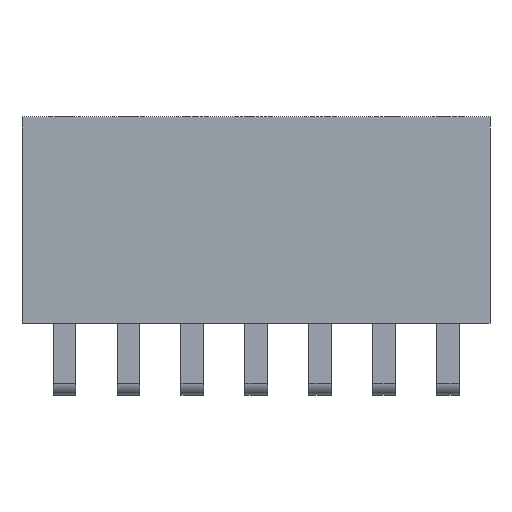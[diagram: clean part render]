
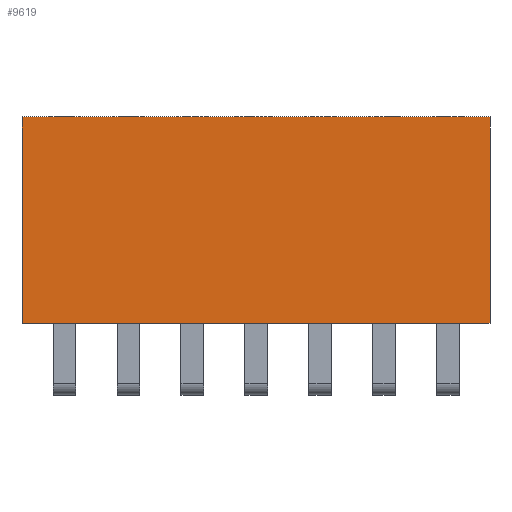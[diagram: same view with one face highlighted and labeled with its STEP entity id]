
A CAD part, left-side view. The second image highlights one B-rep face of the part: STEP entity #9619.
In plain terms, the highlighted planar face has unit normal (-1, 0, 0).
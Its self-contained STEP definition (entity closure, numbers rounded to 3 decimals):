
#9503 = EDGE_CURVE('',#9504,#9506,#9508,.T.);
#9504 = VERTEX_POINT('',#9505);
#9505 = CARTESIAN_POINT('',(-1.1,8.299,0.));
#9506 = VERTEX_POINT('',#9507);
#9507 = CARTESIAN_POINT('',(-1.1,8.299,4.1));
#9508 = SURFACE_CURVE('',#9509,(#9513,#9525),.PCURVE_S1.);
#9509 = LINE('',#9510,#9511);
#9510 = CARTESIAN_POINT('',(-1.1,8.299,0.));
#9511 = VECTOR('',#9512,1.);
#9512 = DIRECTION('',(0.,0.,1.));
#9513 = PCURVE('',#9514,#9519);
#9514 = PLANE('',#9515);
#9515 = AXIS2_PLACEMENT_3D('',#9516,#9517,#9518);
#9516 = CARTESIAN_POINT('',(-1.1,8.299,0.));
#9517 = DIRECTION('',(0.,-1.,0.));
#9518 = DIRECTION('',(0.,0.,1.));
#9519 = DEFINITIONAL_REPRESENTATION('',(#9520),#9524);
#9520 = LINE('',#9521,#9522);
#9521 = CARTESIAN_POINT('',(0.,0.));
#9522 = VECTOR('',#9523,1.);
#9523 = DIRECTION('',(1.,0.));
#9524 = ( GEOMETRIC_REPRESENTATION_CONTEXT(2) 
PARAMETRIC_REPRESENTATION_CONTEXT() REPRESENTATION_CONTEXT('2D SPACE',''
  ) );
#9525 = PCURVE('',#9526,#9531);
#9526 = PLANE('',#9527);
#9527 = AXIS2_PLACEMENT_3D('',#9528,#9529,#9530);
#9528 = CARTESIAN_POINT('',(-1.1,8.299,0.));
#9529 = DIRECTION('',(1.,0.,0.));
#9530 = DIRECTION('',(0.,0.,1.));
#9531 = DEFINITIONAL_REPRESENTATION('',(#9532),#9536);
#9532 = LINE('',#9533,#9534);
#9533 = CARTESIAN_POINT('',(0.,0.));
#9534 = VECTOR('',#9535,1.);
#9535 = DIRECTION('',(1.,0.));
#9536 = ( GEOMETRIC_REPRESENTATION_CONTEXT(2) 
PARAMETRIC_REPRESENTATION_CONTEXT() REPRESENTATION_CONTEXT('2D SPACE',''
  ) );
#9554 = PLANE('',#9555);
#9555 = AXIS2_PLACEMENT_3D('',#9556,#9557,#9558);
#9556 = CARTESIAN_POINT('',(-1.1,8.299,0.));
#9557 = DIRECTION('',(0.,0.,1.));
#9558 = DIRECTION('',(0.,-1.,0.));
#9608 = PLANE('',#9609);
#9609 = AXIS2_PLACEMENT_3D('',#9610,#9611,#9612);
#9610 = CARTESIAN_POINT('',(-1.1,8.299,4.1));
#9611 = DIRECTION('',(0.,0.,1.));
#9612 = DIRECTION('',(0.,-1.,0.));
#9619 = ADVANCED_FACE('',(#9620),#9526,.F.);
#9620 = FACE_BOUND('',#9621,.F.);
#9621 = EDGE_LOOP('',(#9622,#9645,#9646,#9669));
#9622 = ORIENTED_EDGE('',*,*,#9623,.F.);
#9623 = EDGE_CURVE('',#9504,#9624,#9626,.T.);
#9624 = VERTEX_POINT('',#9625);
#9625 = CARTESIAN_POINT('',(-1.1,-1.001,0.));
#9626 = SURFACE_CURVE('',#9627,(#9631,#9638),.PCURVE_S1.);
#9627 = LINE('',#9628,#9629);
#9628 = CARTESIAN_POINT('',(-1.1,8.299,0.));
#9629 = VECTOR('',#9630,1.);
#9630 = DIRECTION('',(0.,-1.,0.));
#9631 = PCURVE('',#9526,#9632);
#9632 = DEFINITIONAL_REPRESENTATION('',(#9633),#9637);
#9633 = LINE('',#9634,#9635);
#9634 = CARTESIAN_POINT('',(0.,0.));
#9635 = VECTOR('',#9636,1.);
#9636 = DIRECTION('',(0.,1.));
#9637 = ( GEOMETRIC_REPRESENTATION_CONTEXT(2) 
PARAMETRIC_REPRESENTATION_CONTEXT() REPRESENTATION_CONTEXT('2D SPACE',''
  ) );
#9638 = PCURVE('',#9554,#9639);
#9639 = DEFINITIONAL_REPRESENTATION('',(#9640),#9644);
#9640 = LINE('',#9641,#9642);
#9641 = CARTESIAN_POINT('',(0.,0.));
#9642 = VECTOR('',#9643,1.);
#9643 = DIRECTION('',(1.,0.));
#9644 = ( GEOMETRIC_REPRESENTATION_CONTEXT(2) 
PARAMETRIC_REPRESENTATION_CONTEXT() REPRESENTATION_CONTEXT('2D SPACE',''
  ) );
#9645 = ORIENTED_EDGE('',*,*,#9503,.T.);
#9646 = ORIENTED_EDGE('',*,*,#9647,.T.);
#9647 = EDGE_CURVE('',#9506,#9648,#9650,.T.);
#9648 = VERTEX_POINT('',#9649);
#9649 = CARTESIAN_POINT('',(-1.1,-1.001,4.1));
#9650 = SURFACE_CURVE('',#9651,(#9655,#9662),.PCURVE_S1.);
#9651 = LINE('',#9652,#9653);
#9652 = CARTESIAN_POINT('',(-1.1,8.299,4.1));
#9653 = VECTOR('',#9654,1.);
#9654 = DIRECTION('',(0.,-1.,0.));
#9655 = PCURVE('',#9526,#9656);
#9656 = DEFINITIONAL_REPRESENTATION('',(#9657),#9661);
#9657 = LINE('',#9658,#9659);
#9658 = CARTESIAN_POINT('',(4.1,0.));
#9659 = VECTOR('',#9660,1.);
#9660 = DIRECTION('',(0.,1.));
#9661 = ( GEOMETRIC_REPRESENTATION_CONTEXT(2) 
PARAMETRIC_REPRESENTATION_CONTEXT() REPRESENTATION_CONTEXT('2D SPACE',''
  ) );
#9662 = PCURVE('',#9608,#9663);
#9663 = DEFINITIONAL_REPRESENTATION('',(#9664),#9668);
#9664 = LINE('',#9665,#9666);
#9665 = CARTESIAN_POINT('',(0.,0.));
#9666 = VECTOR('',#9667,1.);
#9667 = DIRECTION('',(1.,0.));
#9668 = ( GEOMETRIC_REPRESENTATION_CONTEXT(2) 
PARAMETRIC_REPRESENTATION_CONTEXT() REPRESENTATION_CONTEXT('2D SPACE',''
  ) );
#9669 = ORIENTED_EDGE('',*,*,#9670,.F.);
#9670 = EDGE_CURVE('',#9624,#9648,#9671,.T.);
#9671 = SURFACE_CURVE('',#9672,(#9676,#9683),.PCURVE_S1.);
#9672 = LINE('',#9673,#9674);
#9673 = CARTESIAN_POINT('',(-1.1,-1.001,0.));
#9674 = VECTOR('',#9675,1.);
#9675 = DIRECTION('',(0.,0.,1.));
#9676 = PCURVE('',#9526,#9677);
#9677 = DEFINITIONAL_REPRESENTATION('',(#9678),#9682);
#9678 = LINE('',#9679,#9680);
#9679 = CARTESIAN_POINT('',(0.,9.3));
#9680 = VECTOR('',#9681,1.);
#9681 = DIRECTION('',(1.,0.));
#9682 = ( GEOMETRIC_REPRESENTATION_CONTEXT(2) 
PARAMETRIC_REPRESENTATION_CONTEXT() REPRESENTATION_CONTEXT('2D SPACE',''
  ) );
#9683 = PCURVE('',#9684,#9689);
#9684 = PLANE('',#9685);
#9685 = AXIS2_PLACEMENT_3D('',#9686,#9687,#9688);
#9686 = CARTESIAN_POINT('',(-1.1,-1.001,0.));
#9687 = DIRECTION('',(0.,-1.,0.));
#9688 = DIRECTION('',(0.,0.,1.));
#9689 = DEFINITIONAL_REPRESENTATION('',(#9690),#9694);
#9690 = LINE('',#9691,#9692);
#9691 = CARTESIAN_POINT('',(0.,0.));
#9692 = VECTOR('',#9693,1.);
#9693 = DIRECTION('',(1.,0.));
#9694 = ( GEOMETRIC_REPRESENTATION_CONTEXT(2) 
PARAMETRIC_REPRESENTATION_CONTEXT() REPRESENTATION_CONTEXT('2D SPACE',''
  ) );
